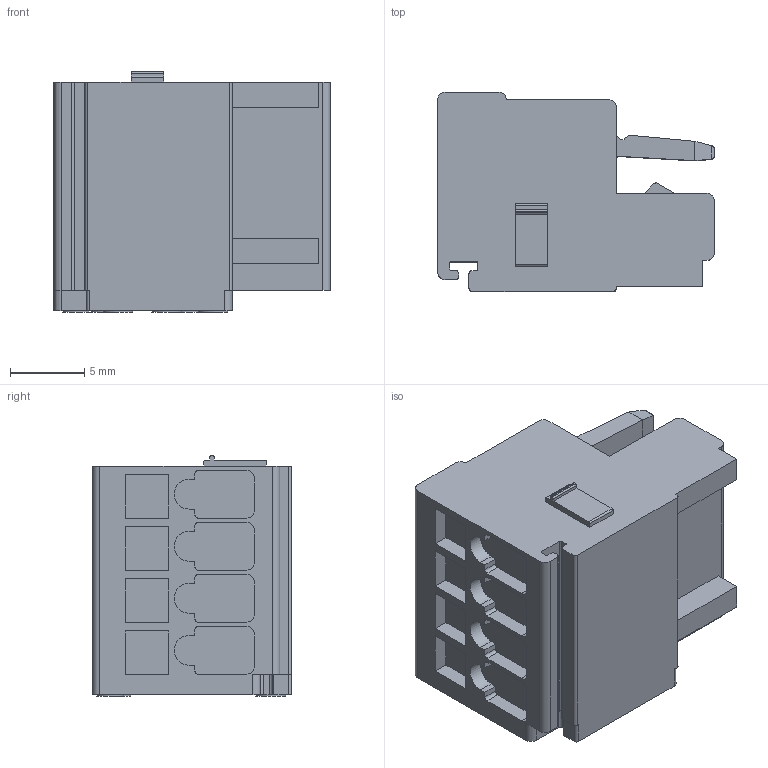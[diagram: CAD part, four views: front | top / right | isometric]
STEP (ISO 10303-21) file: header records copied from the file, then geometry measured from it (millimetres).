
FILE_DESCRIPTION(/* description */ ('STEP AP214'),/* implementation_level */ '2;1');
FILE_NAME(/* name */ '734-104',/* time_stamp */ '2024-11-11T14:09:54+01:00',/* author */ ('License CC BY-ND 4.0'),/* organization */ ('CADENAS'),/* preprocessor_version */ 'ST-DEVELOPER v19.3',/* originating_system */ 'PARTsolutions',/* authorisation */ ' ');
FILE_SCHEMA (('AUTOMOTIVE_DESIGN {1 0 10303 214 3 1 1}'));
Length unit declared in the file: millimetre
Products named in the file (1): 734-104
Bounding box: 18.6 x 13.4 x 16.2 mm (x, y, z)
Volume: 2756.2 mm3; surface area: 1759.9 mm2
Topology: 1 solids, 1 shells, 259 faces, 673 edges, 442 vertices
Faces by surface type: plane 173, cylinder 82, cone 4
Full cylindrical faces by diameter (mm): 1.5 x4, 1.78 x2, 1.8 x2, 2 x3
Entity records: 7850 total; most frequent: CARTESIAN_POINT 1360, DIRECTION 1346, ORIENTED_EDGE 1316, EDGE_CURVE 658, LINE 490, VECTOR 490, VERTEX_POINT 442, AXIS2_PLACEMENT_3D 428
